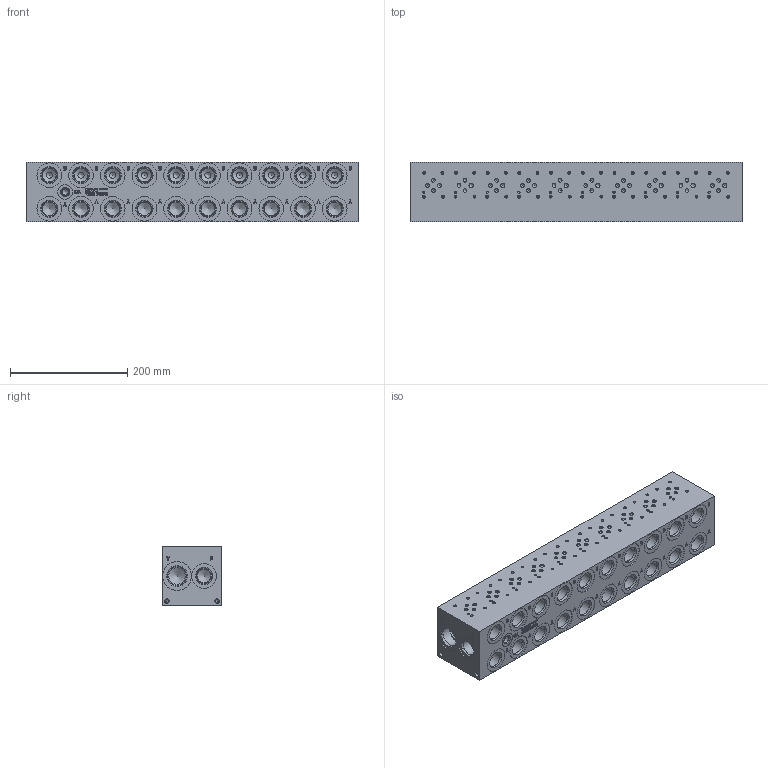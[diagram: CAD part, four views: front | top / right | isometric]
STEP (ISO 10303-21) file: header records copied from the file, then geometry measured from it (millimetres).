
FILE_DESCRIPTION(/* description */ (''),/* implementation_level */ '2;1');
FILE_NAME(/* name */ '_D03HP102S.stp',/* time_stamp */ '2020-03-12T15:53:55-04:00',/* author */ ('devonn'),/* organization */ (''),/* preprocessor_version */ 'ST-DEVELOPER v17',/* originating_system */ 'Autodesk Inventor 2019',/* authorisation */ '');
FILE_SCHEMA (('AUTOMOTIVE_DESIGN { 1 0 10303 214 3 1 1 }'));
Length unit declared in the file: millimetre
Products named in the file (1): Part_AD03HP102S_3D
Bounding box: 565.15 x 101.6 x 101.6 mm (x, y, z)
Volume: 5361848.4 mm3; surface area: 330232.9 mm2
Topology: 1 solids, 1 shells, 1385 faces, 3789 edges, 2585 vertices
Faces by surface type: plane 640, cylinder 274, bspline 265, cone 206
Full cylindrical faces by diameter (mm): 3.785 x40, 3.962 x10, 4.826 x40, 6.35 x30, 6.528 x4, 7.137 x10, 7.925 x4, 10.719 x11, 12.9 x1, 14.275 x1, 14.529 x1, 23.012 x22, 24.917 x22, 25.019 x1, 26.99 x2, 27 x20, 27.432 x22, 28.575 x2, 31.267 x2, 33.34 x1, 33.35 x1, 33.757 x2, 35.509 x1, 42.037 x22, 49.124 x2
Entity records: 45957 total; most frequent: CARTESIAN_POINT 11086, ORIENTED_EDGE 7340, DIRECTION 6400, EDGE_CURVE 3670, VERTEX_POINT 2585, AXIS2_PLACEMENT_3D 2139, LINE 2122, VECTOR 2122
